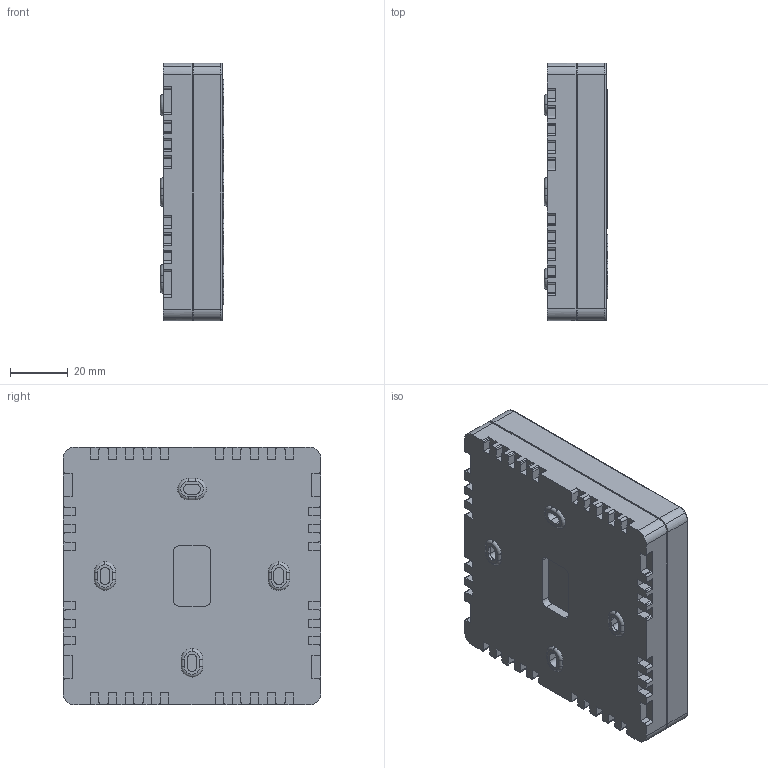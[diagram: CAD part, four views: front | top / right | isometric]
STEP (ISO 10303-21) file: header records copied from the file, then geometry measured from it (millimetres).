
FILE_DESCRIPTION (( 'STEP AP203' ), '1' );
FILE_NAME ('PLC-150-HMI-0000V1-0D.STEP', '2025-07-03T08:13:11', ( '' ), ( '' ), 'SwSTEP 2.0', 'SolidWorks 2022', '' );
FILE_SCHEMA (( 'CONFIG_CONTROL_DESIGN' ));
Length unit declared in the file: millimetre
Products named in the file (1): PLC-150-HMI-0000V1-0D
Bounding box: 22 x 89 x 89 mm (x, y, z)
Volume: 161709.1 mm3; surface area: 25047.3 mm2
Topology: 1 solids, 1 shells, 387 faces, 1092 edges, 724 vertices
Faces by surface type: plane 201, bspline 128, cylinder 37, torus 21
Entity records: 13100 total; most frequent: CARTESIAN_POINT 4120, ORIENTED_EDGE 2184, DIRECTION 1493, EDGE_CURVE 1092, VERTEX_POINT 724, LINE 707, VECTOR 707, EDGE_LOOP 404
